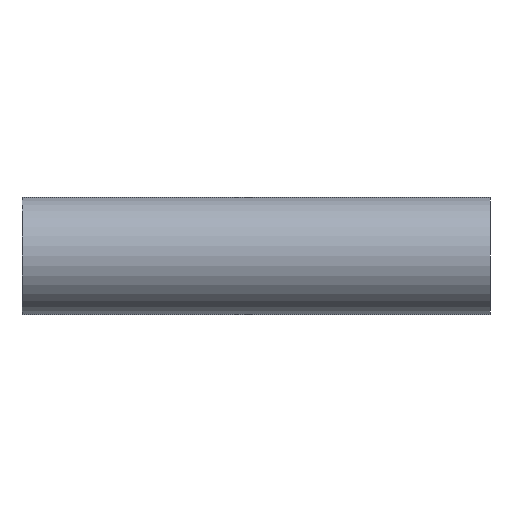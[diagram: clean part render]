
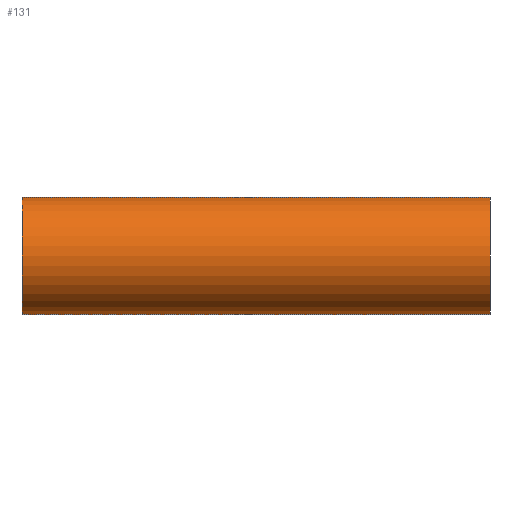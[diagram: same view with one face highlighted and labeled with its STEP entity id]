
A CAD part, front view. The second image highlights one B-rep face of the part: STEP entity #131.
In plain terms, the highlighted cylindrical face has radius 3.175 mm (diameter 6.35 mm), a partial arc.
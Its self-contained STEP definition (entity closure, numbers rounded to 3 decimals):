
#19=CARTESIAN_POINT('',(25.4,0.,0.));
#20=DIRECTION('',(-1.,0.,0.));
#21=DIRECTION('',(0.,0.,-1.));
#22=AXIS2_PLACEMENT_3D('',#19,#20,#21);
#34=DIRECTION('',(1.,0.,0.));
#35=VECTOR('',#34,25.4);
#36=CARTESIAN_POINT('',(0.,0.,-3.175));
#37=LINE('',#36,#35);
#38=DIRECTION('',(1.,0.,0.));
#39=VECTOR('',#38,25.4);
#40=CARTESIAN_POINT('',(0.,0.,3.175));
#41=LINE('',#40,#39);
#42=CARTESIAN_POINT('',(0.,0.,0.));
#43=DIRECTION('',(1.,0.,0.));
#44=DIRECTION('',(0.,0.,1.));
#45=AXIS2_PLACEMENT_3D('',#42,#43,#44);
#70=CARTESIAN_POINT('',(25.4,0.,3.175));
#71=CARTESIAN_POINT('',(25.4,0.,-3.175));
#72=VERTEX_POINT('',#70);
#73=VERTEX_POINT('',#71);
#78=CARTESIAN_POINT('',(0.,0.,3.175));
#79=VERTEX_POINT('',#78);
#80=CARTESIAN_POINT('',(0.,0.,-3.175));
#81=VERTEX_POINT('',#80);
#119=CARTESIAN_POINT('',(25.4,0.,0.));
#120=DIRECTION('',(-1.,0.,0.));
#121=DIRECTION('',(0.,0.,1.));
#122=AXIS2_PLACEMENT_3D('',#119,#120,#121);
#123=CYLINDRICAL_SURFACE('',#122,3.175);
#124=ORIENTED_EDGE('',*,*,#93,.F.);
#125=ORIENTED_EDGE('',*,*,#114,.F.);
#127=ORIENTED_EDGE('',*,*,#126,.F.);
#128=ORIENTED_EDGE('',*,*,#110,.T.);
#129=EDGE_LOOP('',(#124,#125,#127,#128));
#130=FACE_OUTER_BOUND('',#129,.F.);
#131=ADVANCED_FACE('',(#130),#123,.T.);
#23=CIRCLE('',#22,3.175);
#46=CIRCLE('',#45,3.175);
#93=EDGE_CURVE('',#73,#72,#23,.T.);
#110=EDGE_CURVE('',#79,#72,#41,.T.);
#114=EDGE_CURVE('',#81,#73,#37,.T.);
#126=EDGE_CURVE('',#79,#81,#46,.T.);
